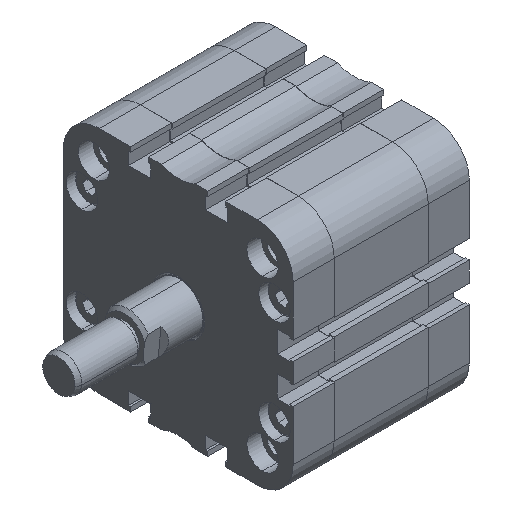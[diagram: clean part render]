
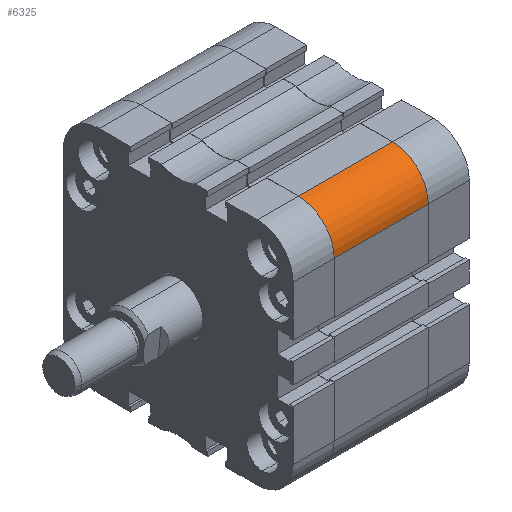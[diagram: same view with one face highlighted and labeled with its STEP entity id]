
A CAD part, isometric view. The second image highlights one B-rep face of the part: STEP entity #6325.
In plain terms, the highlighted cylindrical face has radius 12 mm (diameter 24 mm), a partial arc.
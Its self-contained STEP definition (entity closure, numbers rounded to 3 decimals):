
#399 = VECTOR ( 'NONE', #6125, 1000. ) ;
#1359 = FACE_OUTER_BOUND ( 'NONE', #11592, .T. ) ;
#1389 = AXIS2_PLACEMENT_3D ( 'NONE', #5668, #12766, #11028 ) ;
#1470 = DIRECTION ( 'NONE',  ( 0., 0., 1. ) ) ;
#2429 = CARTESIAN_POINT ( 'NONE',  ( 31.5, -38.5, 26.5 ) ) ;
#2967 = VERTEX_POINT ( 'NONE', #3359 ) ;
#3069 = CARTESIAN_POINT ( 'NONE',  ( 31.5, -26.5, 38.5 ) ) ;
#3359 = CARTESIAN_POINT ( 'NONE',  ( 31.5, -38.5, 26.5 ) ) ;
#3579 = ORIENTED_EDGE ( 'NONE', *, *, #19772, .F. ) ;
#4016 = CIRCLE ( 'NONE', #1389, 12. ) ;
#5080 = AXIS2_PLACEMENT_3D ( 'NONE', #16613, #7429, #5690 ) ;
#5668 = CARTESIAN_POINT ( 'NONE',  ( 31.5, -26.5, 26.5 ) ) ;
#5690 = DIRECTION ( 'NONE',  ( 0., 0., -1. ) ) ;
#6125 = DIRECTION ( 'NONE',  ( -1., 0., 0. ) ) ;
#6325 = ADVANCED_FACE ( 'NONE', ( #1359 ), #8422, .T. ) ;
#6502 = CARTESIAN_POINT ( 'NONE',  ( 0., -38.5, 26.5 ) ) ;
#6893 = EDGE_CURVE ( 'NONE', #21699, #20395, #15109, .T. ) ;
#7429 = DIRECTION ( 'NONE',  ( -1., 0., 0. ) ) ;
#8233 = EDGE_CURVE ( 'NONE', #2967, #21699, #13107, .T. ) ;
#8422 = CYLINDRICAL_SURFACE ( 'NONE', #18945, 12. ) ;
#9153 = DIRECTION ( 'NONE',  ( 1., 0., 0. ) ) ;
#10295 = CARTESIAN_POINT ( 'NONE',  ( 31.5, -26.5, 26.5 ) ) ;
#10785 = ORIENTED_EDGE ( 'NONE', *, *, #22007, .F. ) ;
#11028 = DIRECTION ( 'NONE',  ( 0., 0., -1. ) ) ;
#11592 = EDGE_LOOP ( 'NONE', ( #10785, #3579, #19370, #20153 ) ) ;
#12766 = DIRECTION ( 'NONE',  ( 1., 0., 0. ) ) ;
#13107 = LINE ( 'NONE', #2429, #399 ) ;
#13770 = DIRECTION ( 'NONE',  ( -1., 0., 0. ) ) ;
#15109 = CIRCLE ( 'NONE', #5080, 12. ) ;
#15892 = CARTESIAN_POINT ( 'NONE',  ( 31.5, -26.5, 38.5 ) ) ;
#16613 = CARTESIAN_POINT ( 'NONE',  ( 0., -26.5, 26.5 ) ) ;
#16615 = VERTEX_POINT ( 'NONE', #3069 ) ;
#18748 = VECTOR ( 'NONE', #9153, 1000. ) ;
#18945 = AXIS2_PLACEMENT_3D ( 'NONE', #10295, #13770, #1470 ) ;
#19370 = ORIENTED_EDGE ( 'NONE', *, *, #6893, .F. ) ;
#19772 = EDGE_CURVE ( 'NONE', #20395, #16615, #21204, .T. ) ;
#20153 = ORIENTED_EDGE ( 'NONE', *, *, #8233, .F. ) ;
#20395 = VERTEX_POINT ( 'NONE', #20489 ) ;
#20489 = CARTESIAN_POINT ( 'NONE',  ( 0., -26.5, 38.5 ) ) ;
#21204 = LINE ( 'NONE', #15892, #18748 ) ;
#21699 = VERTEX_POINT ( 'NONE', #6502 ) ;
#22007 = EDGE_CURVE ( 'NONE', #16615, #2967, #4016, .T. ) ;
